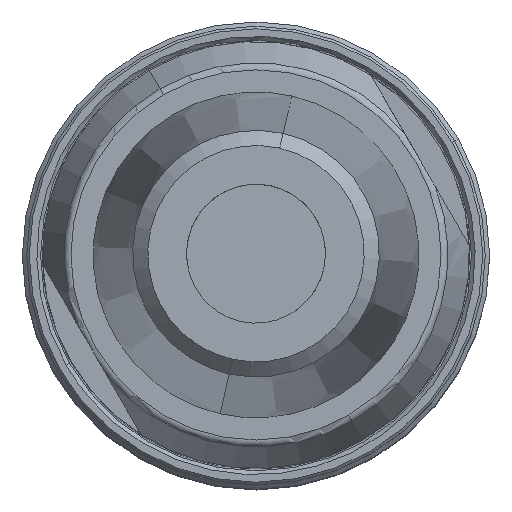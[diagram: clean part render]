
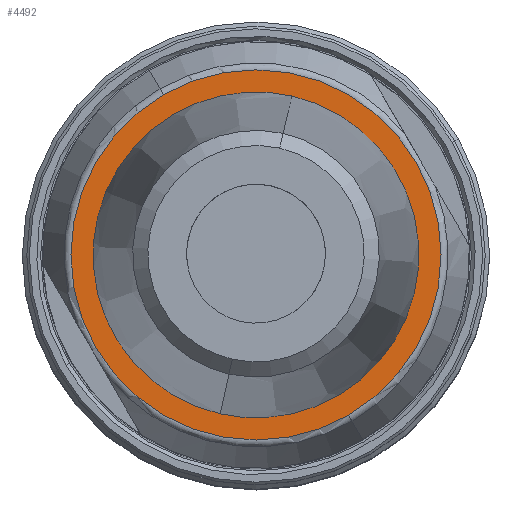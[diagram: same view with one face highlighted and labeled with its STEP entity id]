
A CAD part, top view. The second image highlights one B-rep face of the part: STEP entity #4492.
In plain terms, the highlighted planar face has unit normal (0, 0, 1).
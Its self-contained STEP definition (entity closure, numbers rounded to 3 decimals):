
#4194=AXIS2_PLACEMENT_3D('Circle Axis2P3D',#4192,#4193,$) ;
#4394=AXIS2_PLACEMENT_3D('Circle Axis2P3D',#4392,#4393,$) ;
#4426=AXIS2_PLACEMENT_3D('Plane Axis2P3D',#4423,#4424,#4425) ;
#4152=CARTESIAN_POINT('Vertex',(12.914,2.906,44.)) ;
#4189=CARTESIAN_POINT('Vertex',(5.586,15.594,44.)) ;
#4192=CARTESIAN_POINT('Axis2P3D Location',(9.25,9.25,44.)) ;
#4392=CARTESIAN_POINT('Axis2P3D Location',(9.25,9.25,44.)) ;
#4423=CARTESIAN_POINT('Axis2P3D Location',(9.25,9.25,44.)) ;
#4433=CARTESIAN_POINT('Control Point',(7.834,2.957,44.)) ;
#4434=CARTESIAN_POINT('Control Point',(7.228,3.094,44.)) ;
#4435=CARTESIAN_POINT('Control Point',(6.637,3.303,44.)) ;
#4436=CARTESIAN_POINT('Control Point',(6.075,3.584,44.)) ;
#4437=CARTESIAN_POINT('Control Point',(5.029,4.274,44.)) ;
#4438=CARTESIAN_POINT('Control Point',(4.177,5.193,44.)) ;
#4439=CARTESIAN_POINT('Control Point',(3.809,5.702,44.)) ;
#4440=CARTESIAN_POINT('Control Point',(3.203,6.799,44.)) ;
#4441=CARTESIAN_POINT('Control Point',(2.874,8.009,44.)) ;
#4442=CARTESIAN_POINT('Control Point',(2.784,8.63,44.)) ;
#4443=CARTESIAN_POINT('Control Point',(2.756,9.883,44.)) ;
#4444=CARTESIAN_POINT('Control Point',(3.026,11.107,44.)) ;
#4445=CARTESIAN_POINT('Control Point',(3.234,11.7,44.)) ;
#4446=CARTESIAN_POINT('Control Point',(3.79,12.823,44.)) ;
#4447=CARTESIAN_POINT('Control Point',(4.597,13.782,44.)) ;
#4448=CARTESIAN_POINT('Control Point',(5.056,14.21,44.)) ;
#4449=CARTESIAN_POINT('Control Point',(6.07,14.947,44.)) ;
#4450=CARTESIAN_POINT('Control Point',(7.229,15.423,44.)) ;
#4451=CARTESIAN_POINT('Control Point',(7.835,15.589,44.)) ;
#4452=CARTESIAN_POINT('Control Point',(8.774,15.728,44.)) ;
#4453=CARTESIAN_POINT('Control Point',(9.717,15.695,44.)) ;
#4454=CARTESIAN_POINT('Control Point',(10.037,15.664,44.)) ;
#4455=CARTESIAN_POINT('Control Point',(10.353,15.613,44.)) ;
#4456=CARTESIAN_POINT('Control Point',(10.666,15.543,44.)) ;
#4457=CARTESIAN_POINT('Vertex',(7.834,2.957,44.)) ;
#4459=CARTESIAN_POINT('Vertex',(10.666,15.543,44.)) ;
#4463=CARTESIAN_POINT('Control Point',(10.666,15.543,44.)) ;
#4464=CARTESIAN_POINT('Control Point',(11.272,15.406,44.)) ;
#4465=CARTESIAN_POINT('Control Point',(11.863,15.197,44.)) ;
#4466=CARTESIAN_POINT('Control Point',(12.425,14.916,44.)) ;
#4467=CARTESIAN_POINT('Control Point',(13.471,14.226,44.)) ;
#4468=CARTESIAN_POINT('Control Point',(14.323,13.307,44.)) ;
#4469=CARTESIAN_POINT('Control Point',(14.691,12.798,44.)) ;
#4470=CARTESIAN_POINT('Control Point',(15.297,11.701,44.)) ;
#4471=CARTESIAN_POINT('Control Point',(15.626,10.491,44.)) ;
#4472=CARTESIAN_POINT('Control Point',(15.716,9.87,44.)) ;
#4473=CARTESIAN_POINT('Control Point',(15.744,8.617,44.)) ;
#4474=CARTESIAN_POINT('Control Point',(15.474,7.393,44.)) ;
#4475=CARTESIAN_POINT('Control Point',(15.266,6.8,44.)) ;
#4476=CARTESIAN_POINT('Control Point',(14.71,5.677,44.)) ;
#4477=CARTESIAN_POINT('Control Point',(13.903,4.718,44.)) ;
#4478=CARTESIAN_POINT('Control Point',(13.444,4.29,44.)) ;
#4479=CARTESIAN_POINT('Control Point',(12.43,3.553,44.)) ;
#4480=CARTESIAN_POINT('Control Point',(11.271,3.077,44.)) ;
#4481=CARTESIAN_POINT('Control Point',(10.665,2.911,44.)) ;
#4482=CARTESIAN_POINT('Control Point',(9.726,2.772,44.)) ;
#4483=CARTESIAN_POINT('Control Point',(8.783,2.805,44.)) ;
#4484=CARTESIAN_POINT('Control Point',(8.463,2.836,44.)) ;
#4485=CARTESIAN_POINT('Control Point',(8.147,2.887,44.)) ;
#4486=CARTESIAN_POINT('Control Point',(7.834,2.957,44.)) ;
#4193=DIRECTION('Axis2P3D Direction',(0.,0.,1.)) ;
#4393=DIRECTION('Axis2P3D Direction',(0.,0.,1.)) ;
#4424=DIRECTION('Axis2P3D Direction',(0.,0.,1.)) ;
#4425=DIRECTION('Axis2P3D XDirection',(-0.5,0.866,0.)) ;
#4429=ORIENTED_EDGE('',*,*,#4396,.T.) ;
#4430=ORIENTED_EDGE('',*,*,#4196,.T.) ;
#4489=ORIENTED_EDGE('',*,*,#4461,.T.) ;
#4490=ORIENTED_EDGE('',*,*,#4487,.T.) ;
#4491=FACE_BOUND('',#4488,.T.) ;
#4492=ADVANCED_FACE('MANIFOLD_SOLID_BREP #40',(#4431,#4491),#4427,.T.) ;
#4432=B_SPLINE_CURVE_WITH_KNOTS('',5,(#4433,#4434,#4435,#4436,#4437,#4438,#4439,#4440,#4441,#4442,#4443,#4444,#4445,#4446,#4447,#4448,#4449,#4450,#4451,#4452,#4453,#4454,#4455,#4456),.UNSPECIFIED.,.F.,.U.,(6,3,3,3,3,3,3,6),(0.,4.399,8.798,13.196,17.595,21.994,26.393,28.656),.UNSPECIFIED.) ;
#4462=B_SPLINE_CURVE_WITH_KNOTS('',5,(#4463,#4464,#4465,#4466,#4467,#4468,#4469,#4470,#4471,#4472,#4473,#4474,#4475,#4476,#4477,#4478,#4479,#4480,#4481,#4482,#4483,#4484,#4485,#4486),.UNSPECIFIED.,.F.,.U.,(6,3,3,3,3,3,3,6),(0.,4.399,8.798,13.196,17.595,21.994,26.393,28.656),.UNSPECIFIED.) ;
#4195=CIRCLE('generated circle',#4194,7.326) ;
#4395=CIRCLE('generated circle',#4394,7.326) ;
#4196=EDGE_CURVE('',#4153,#4190,#4195,.T.) ;
#4396=EDGE_CURVE('',#4190,#4153,#4395,.T.) ;
#4461=EDGE_CURVE('',#4458,#4460,#4432,.T.) ;
#4487=EDGE_CURVE('',#4460,#4458,#4462,.T.) ;
#4428=EDGE_LOOP('',(#4429,#4430)) ;
#4488=EDGE_LOOP('',(#4489,#4490)) ;
#4431=FACE_OUTER_BOUND('',#4428,.T.) ;
#4427=PLANE('',#4426) ;
#4153=VERTEX_POINT('',#4152) ;
#4190=VERTEX_POINT('',#4189) ;
#4458=VERTEX_POINT('',#4457) ;
#4460=VERTEX_POINT('',#4459) ;
